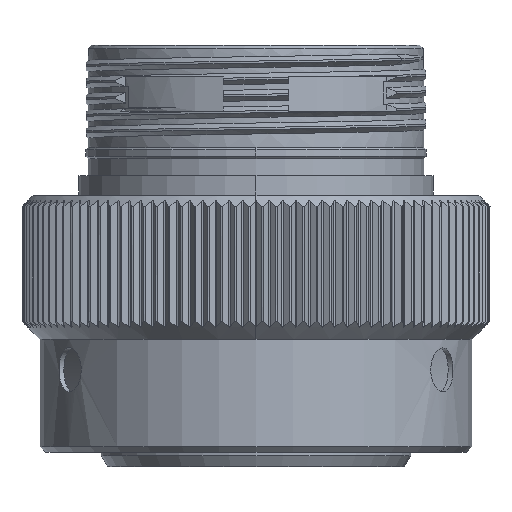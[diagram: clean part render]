
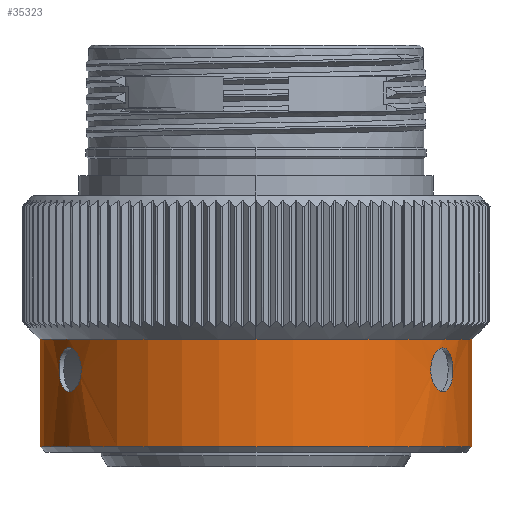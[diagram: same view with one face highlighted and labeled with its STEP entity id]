
A CAD part, left-side view. The second image highlights one B-rep face of the part: STEP entity #35323.
In plain terms, the highlighted cylindrical face has radius 19.5 mm (diameter 39 mm), a partial arc.
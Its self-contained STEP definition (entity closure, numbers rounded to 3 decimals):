
#3155=CARTESIAN_POINT('',(0.,0.,-2.49));
#3156=DIRECTION('',(0.,0.,-1.));
#3157=DIRECTION('',(0.,-1.,0.));
#3158=AXIS2_PLACEMENT_3D('',#3155,#3156,#3157);
#6642=CARTESIAN_POINT('',(0.,0.,-2.49));
#6643=DIRECTION('',(0.,0.,-1.));
#6644=DIRECTION('',(-1.,0.,0.));
#6645=AXIS2_PLACEMENT_3D('',#6642,#6643,#6644);
#10888=DIRECTION('',(0.,0.,-1.));
#10889=VECTOR('',#10888,9.7);
#10890=CARTESIAN_POINT('',(0.,-19.5,-2.49));
#10891=LINE('',#10890,#10889);
#10892=DIRECTION('',(0.,0.,1.));
#10893=VECTOR('',#10892,9.7);
#10894=CARTESIAN_POINT('',(0.,19.5,-12.19));
#10895=LINE('',#10894,#10893);
#10896=CARTESIAN_POINT('',(-9.75,16.887,-7.24));
#10897=CARTESIAN_POINT('',(-9.889,16.807,-7.24));
#10898=CARTESIAN_POINT('',(-10.158,16.647,
-7.203));
#10899=CARTESIAN_POINT('',(-10.552,16.4,
-7.029));
#10900=CARTESIAN_POINT('',(-10.885,16.181,
-6.753));
#10901=CARTESIAN_POINT('',(-11.149,15.999,
-6.395));
#10902=CARTESIAN_POINT('',(-11.337,15.866,
-5.964));
#10903=CARTESIAN_POINT('',(-11.433,15.797,
-5.5));
#10904=CARTESIAN_POINT('',(-11.436,15.795,
-5.015));
#10905=CARTESIAN_POINT('',(-11.347,15.859,
-4.548));
#10906=CARTESIAN_POINT('',(-11.165,15.988,
-4.111));
#10907=CARTESIAN_POINT('',(-10.9,16.171,
-3.741));
#10908=CARTESIAN_POINT('',(-10.561,16.394,
-3.455));
#10909=CARTESIAN_POINT('',(-10.158,16.647,
-3.276));
#10910=CARTESIAN_POINT('',(-9.889,16.807,-3.24));
#10911=CARTESIAN_POINT('',(-9.75,16.887,-3.24));
#10913=CARTESIAN_POINT('',(-9.75,-16.887,-3.24));
#10914=CARTESIAN_POINT('',(-9.889,-16.807,-3.24));
#10915=CARTESIAN_POINT('',(-10.158,-16.647,
-3.277));
#10916=CARTESIAN_POINT('',(-10.553,-16.4,
-3.451));
#10917=CARTESIAN_POINT('',(-10.885,-16.181,
-3.727));
#10918=CARTESIAN_POINT('',(-11.149,-15.999,
-4.085));
#10919=CARTESIAN_POINT('',(-11.337,-15.866,
-4.516));
#10920=CARTESIAN_POINT('',(-11.433,-15.797,
-4.98));
#10921=CARTESIAN_POINT('',(-11.436,-15.795,
-5.465));
#10922=CARTESIAN_POINT('',(-11.347,-15.859,
-5.932));
#10923=CARTESIAN_POINT('',(-11.165,-15.988,
-6.369));
#10924=CARTESIAN_POINT('',(-10.9,-16.171,
-6.739));
#10925=CARTESIAN_POINT('',(-10.561,-16.394,
-7.025));
#10926=CARTESIAN_POINT('',(-10.158,-16.647,
-7.204));
#10927=CARTESIAN_POINT('',(-9.889,-16.807,-7.24));
#10928=CARTESIAN_POINT('',(-9.75,-16.887,-7.24));
#10963=CARTESIAN_POINT('',(0.,0.,-12.19));
#10964=DIRECTION('',(0.,0.,1.));
#10965=DIRECTION('',(0.,1.,0.));
#10966=AXIS2_PLACEMENT_3D('',#10963,#10964,#10965);
#16099=CARTESIAN_POINT('',(-9.75,16.887,-7.24));
#16100=CARTESIAN_POINT('',(-9.613,16.966,-7.24));
#16101=CARTESIAN_POINT('',(-9.335,17.123,
-7.203));
#16102=CARTESIAN_POINT('',(-8.922,17.341,
-7.026));
#16103=CARTESIAN_POINT('',(-8.561,17.521,
-6.745));
#16104=CARTESIAN_POINT('',(-8.275,17.658,
-6.385));
#16105=CARTESIAN_POINT('',(-8.068,17.753,
-5.954));
#16106=CARTESIAN_POINT('',(-7.962,17.8,
-5.482));
#16107=CARTESIAN_POINT('',(-7.962,17.8,
-4.996));
#16108=CARTESIAN_POINT('',(-8.068,17.753,
-4.527));
#16109=CARTESIAN_POINT('',(-8.273,17.659,
-4.096));
#16110=CARTESIAN_POINT('',(-8.566,17.519,
-3.73));
#16111=CARTESIAN_POINT('',(-8.922,17.341,
-3.454));
#16112=CARTESIAN_POINT('',(-9.334,17.123,
-3.277));
#16113=CARTESIAN_POINT('',(-9.613,16.967,-3.24));
#16114=CARTESIAN_POINT('',(-9.75,16.887,-3.24));
#16154=CARTESIAN_POINT('',(-9.75,-16.887,-3.24));
#16155=CARTESIAN_POINT('',(-9.613,-16.966,-3.24));
#16156=CARTESIAN_POINT('',(-9.335,-17.123,
-3.277));
#16157=CARTESIAN_POINT('',(-8.922,-17.341,
-3.454));
#16158=CARTESIAN_POINT('',(-8.561,-17.521,
-3.735));
#16159=CARTESIAN_POINT('',(-8.275,-17.658,
-4.094));
#16160=CARTESIAN_POINT('',(-8.068,-17.753,
-4.526));
#16161=CARTESIAN_POINT('',(-7.962,-17.8,
-4.998));
#16162=CARTESIAN_POINT('',(-7.962,-17.8,
-5.484));
#16163=CARTESIAN_POINT('',(-8.068,-17.753,
-5.953));
#16164=CARTESIAN_POINT('',(-8.273,-17.659,
-6.384));
#16165=CARTESIAN_POINT('',(-8.566,-17.519,
-6.75));
#16166=CARTESIAN_POINT('',(-8.922,-17.341,
-7.026));
#16167=CARTESIAN_POINT('',(-9.334,-17.123,
-7.203));
#16168=CARTESIAN_POINT('',(-9.612,-16.967,-7.24));
#16169=CARTESIAN_POINT('',(-9.75,-16.887,-7.24));
#23645=CARTESIAN_POINT('',(0.,-19.5,-2.49));
#23646=VERTEX_POINT('',#23645);
#23647=CARTESIAN_POINT('',(-19.5,0.,-2.49));
#23648=VERTEX_POINT('',#23647);
#23871=CARTESIAN_POINT('',(0.,19.5,-2.49));
#23872=VERTEX_POINT('',#23871);
#24090=CARTESIAN_POINT('',(0.,-19.5,-12.19));
#24091=VERTEX_POINT('',#24090);
#24092=CARTESIAN_POINT('',(0.,19.5,-12.19));
#24093=VERTEX_POINT('',#24092);
#24094=VERTEX_POINT('',#10896);
#24095=VERTEX_POINT('',#10911);
#24096=VERTEX_POINT('',#16154);
#24097=VERTEX_POINT('',#16169);
#35296=CARTESIAN_POINT('',(0.,0.,11.67));
#35297=DIRECTION('',(0.,0.,-1.));
#35298=DIRECTION('',(0.,-1.,0.));
#35299=AXIS2_PLACEMENT_3D('',#35296,#35297,#35298);
#35300=CYLINDRICAL_SURFACE('',#35299,19.5);
#35301=ORIENTED_EDGE('',*,*,#32009,.F.);
#35302=ORIENTED_EDGE('',*,*,#28844,.F.);
#35304=ORIENTED_EDGE('',*,*,#35303,.T.);
#35306=ORIENTED_EDGE('',*,*,#35305,.F.);
#35308=ORIENTED_EDGE('',*,*,#35307,.T.);
#35309=EDGE_LOOP('',(#35301,#35302,#35304,#35306,#35308));
#35310=FACE_OUTER_BOUND('',#35309,.F.);
#35312=ORIENTED_EDGE('',*,*,#35311,.T.);
#35314=ORIENTED_EDGE('',*,*,#35313,.F.);
#35315=EDGE_LOOP('',(#35312,#35314));
#35316=FACE_BOUND('',#35315,.F.);
#35318=ORIENTED_EDGE('',*,*,#35317,.F.);
#35320=ORIENTED_EDGE('',*,*,#35319,.T.);
#35321=EDGE_LOOP('',(#35318,#35320));
#35322=FACE_BOUND('',#35321,.F.);
#35323=ADVANCED_FACE('',(#35310,#35316,#35322),#35300,.T.);
#3159=CIRCLE('',#3158,19.5);
#6646=CIRCLE('',#6645,19.5);
#10912=B_SPLINE_CURVE_WITH_KNOTS('',3,(#10896,#10897,#10898,#10899,#10900,
#10901,#10902,#10903,#10904,#10905,#10906,#10907,#10908,#10909,#10910,#10911),
.UNSPECIFIED.,.F.,.F.,(4,1,1,1,1,1,1,1,1,1,1,1,1,4),(0.,0.077,
0.154,0.231,0.308,0.385,
0.462,0.538,0.615,0.692,
0.769,0.846,0.923,1.),.UNSPECIFIED.);
#10929=B_SPLINE_CURVE_WITH_KNOTS('',3,(#10913,#10914,#10915,#10916,#10917,
#10918,#10919,#10920,#10921,#10922,#10923,#10924,#10925,#10926,#10927,#10928),
.UNSPECIFIED.,.F.,.F.,(4,1,1,1,1,1,1,1,1,1,1,1,1,4),(0.,0.077,
0.154,0.231,0.308,0.385,
0.462,0.538,0.615,0.692,
0.769,0.846,0.923,1.),.UNSPECIFIED.);
#10967=CIRCLE('',#10966,19.5);
#16115=B_SPLINE_CURVE_WITH_KNOTS('',3,(#16099,#16100,#16101,#16102,#16103,
#16104,#16105,#16106,#16107,#16108,#16109,#16110,#16111,#16112,#16113,#16114),
.UNSPECIFIED.,.F.,.F.,(4,1,1,1,1,1,1,1,1,1,1,1,1,4),(0.,0.077,
0.154,0.231,0.308,0.385,
0.462,0.538,0.615,0.692,
0.769,0.846,0.923,1.),.UNSPECIFIED.);
#16170=B_SPLINE_CURVE_WITH_KNOTS('',3,(#16154,#16155,#16156,#16157,#16158,
#16159,#16160,#16161,#16162,#16163,#16164,#16165,#16166,#16167,#16168,#16169),
.UNSPECIFIED.,.F.,.F.,(4,1,1,1,1,1,1,1,1,1,1,1,1,4),(0.,0.077,
0.154,0.231,0.308,0.385,
0.462,0.538,0.615,0.692,
0.769,0.846,0.923,1.),.UNSPECIFIED.);
#28844=EDGE_CURVE('',#23646,#23648,#3159,.T.);
#32009=EDGE_CURVE('',#23648,#23872,#6646,.T.);
#35303=EDGE_CURVE('',#23646,#24091,#10891,.T.);
#35305=EDGE_CURVE('',#24093,#24091,#10967,.T.);
#35307=EDGE_CURVE('',#24093,#23872,#10895,.T.);
#35311=EDGE_CURVE('',#24094,#24095,#10912,.T.);
#35313=EDGE_CURVE('',#24094,#24095,#16115,.T.);
#35317=EDGE_CURVE('',#24096,#24097,#16170,.T.);
#35319=EDGE_CURVE('',#24096,#24097,#10929,.T.);
